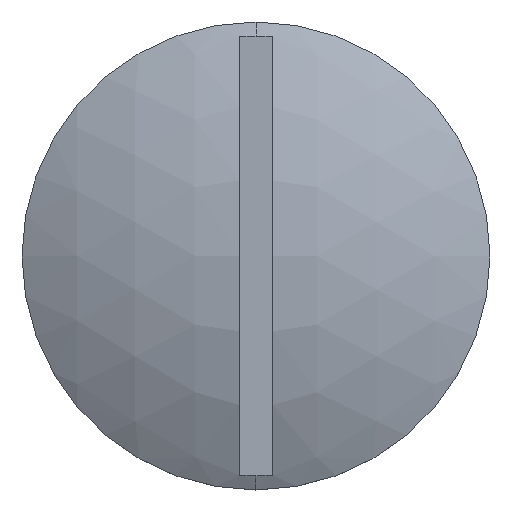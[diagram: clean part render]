
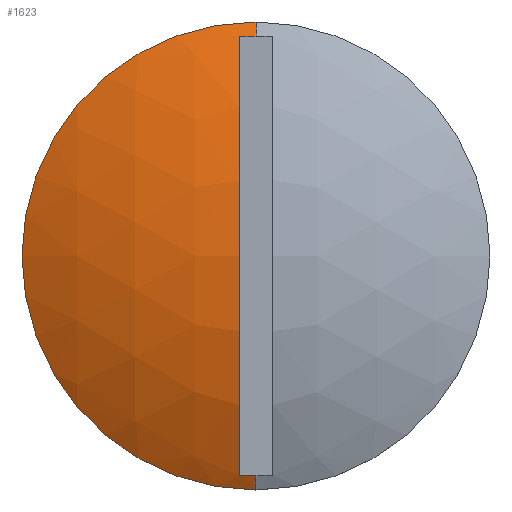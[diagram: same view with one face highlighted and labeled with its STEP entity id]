
A CAD part, top view. The second image highlights one B-rep face of the part: STEP entity #1623.
In plain terms, the highlighted spherical face has radius 34 mm.
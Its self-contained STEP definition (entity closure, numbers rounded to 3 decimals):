
#211 = CARTESIAN_POINT ( 'NONE',  ( 0., 0., 1.5 ) ) ;
#212 = DIRECTION ( 'NONE',  ( 0., 0., 1. ) ) ;
#213 = DIRECTION ( 'NONE',  ( 1., 0., 0. ) ) ;
#518 = CARTESIAN_POINT ( 'NONE',  ( 0., 0., -28.5 ) ) ;
#519 = DIRECTION ( 'NONE',  ( -1., 0., 0. ) ) ;
#520 = DIRECTION ( 'NONE',  ( 0., 1., 0. ) ) ;
#597 = CARTESIAN_POINT ( 'NONE',  ( 0., 0., 1.5 ) ) ;
#598 = DIRECTION ( 'NONE',  ( 0., 0., 1. ) ) ;
#599 = DIRECTION ( 'NONE',  ( 1., 0., 0. ) ) ;
#600 = CARTESIAN_POINT ( 'NONE',  ( 0., 0., 2. ) ) ;
#604 = DIRECTION ( 'NONE',  ( 0., 0., 1. ) ) ;
#605 = DIRECTION ( 'NONE',  ( 1., 0., 0. ) ) ;
#606 = CARTESIAN_POINT ( 'NONE',  ( -1.15, 0., -28.5 ) ) ;
#607 = DIRECTION ( 'NONE',  ( -1., 0., 0. ) ) ;
#608 = DIRECTION ( 'NONE',  ( 0., -1., 0. ) ) ;
#609 = CARTESIAN_POINT ( 'NONE',  ( 0., 0., 2. ) ) ;
#610 = DIRECTION ( 'NONE',  ( 0., 0., 1. ) ) ;
#611 = DIRECTION ( 'NONE',  ( 1., 0., 0. ) ) ;
#612 = CARTESIAN_POINT ( 'NONE',  ( 0., 0., -28.5 ) ) ;
#613 = DIRECTION ( 'NONE',  ( 1., 0., 0. ) ) ;
#614 = DIRECTION ( 'NONE',  ( 0., 0., -1. ) ) ;
#633 = CARTESIAN_POINT ( 'NONE',  ( 0., 0., -28.5 ) ) ;
#1130 = VERTEX_POINT ( 'NONE', #1960 ) ;
#1139 = VERTEX_POINT ( 'NONE', #1969 ) ;
#1142 = VERTEX_POINT ( 'NONE', #1972 ) ;
#1143 = VERTEX_POINT ( 'NONE', #1973 ) ;
#1150 = VERTEX_POINT ( 'NONE', #1980 ) ;
#1153 = VERTEX_POINT ( 'NONE', #1983 ) ;
#1191 = VERTEX_POINT ( 'NONE', #2021 ) ;
#1306 = CIRCLE ( 'NONE', #2188, 34. ) ;
#1310 = CIRCLE ( 'NONE', #2187, 15.025 ) ;
#1313 = CIRCLE ( 'NONE', #2185, 33.981 ) ;
#1317 = CIRCLE ( 'NONE', #2181, 15.025 ) ;
#1348 = CIRCLE ( 'NONE', #2191, 34. ) ;
#1354 = CIRCLE ( 'NONE', #2182, 16. ) ;
#1493 = EDGE_CURVE ( 'NONE', #1191, #1153, #1687, .T. ) ;
#1623 = ADVANCED_FACE ( 'NONE', ( #2136 ), #2141, .T. ) ;
#1687 = CIRCLE ( 'NONE', #2052, 16. ) ;
#1726 = EDGE_CURVE ( 'NONE', #1153, #1130, #1354, .T. ) ;
#1728 = EDGE_CURVE ( 'NONE', #1143, #1150, #1317, .T. ) ;
#1729 = EDGE_CURVE ( 'NONE', #1143, #1142, #1313, .T. ) ;
#1730 = EDGE_CURVE ( 'NONE', #1139, #1142, #1310, .T. ) ;
#1731 = EDGE_CURVE ( 'NONE', #1191, #1139, #1306, .T. ) ;
#1738 = EDGE_CURVE ( 'NONE', #1130, #1150, #1348, .T. ) ;
#1755 = EDGE_LOOP ( 'NONE', ( #1894, #1905, #1907, #1908, #1906, #1904, #1903 ) ) ;
#1894 = ORIENTED_EDGE ( 'NONE', *, *, #1493, .T. ) ;
#1903 = ORIENTED_EDGE ( 'NONE', *, *, #1731, .F. ) ;
#1904 = ORIENTED_EDGE ( 'NONE', *, *, #1730, .F. ) ;
#1905 = ORIENTED_EDGE ( 'NONE', *, *, #1726, .T. ) ;
#1906 = ORIENTED_EDGE ( 'NONE', *, *, #1729, .T. ) ;
#1907 = ORIENTED_EDGE ( 'NONE', *, *, #1738, .T. ) ;
#1908 = ORIENTED_EDGE ( 'NONE', *, *, #1728, .F. ) ;
#1960 = CARTESIAN_POINT ( 'NONE',  ( 0., -16., 1.5 ) ) ;
#1969 = CARTESIAN_POINT ( 'NONE',  ( 0., 15.025, 2. ) ) ;
#1972 = CARTESIAN_POINT ( 'NONE',  ( -1.15, 14.981, 2. ) ) ;
#1973 = CARTESIAN_POINT ( 'NONE',  ( -1.15, -14.981, 2. ) ) ;
#1980 = CARTESIAN_POINT ( 'NONE',  ( 0., -15.025, 2. ) ) ;
#1983 = CARTESIAN_POINT ( 'NONE',  ( -16., 0., 1.5 ) ) ;
#2021 = CARTESIAN_POINT ( 'NONE',  ( 0., 16., 1.5 ) ) ;
#2052 = AXIS2_PLACEMENT_3D ( 'NONE', #211, #212, #213 ) ;
#2134 = AXIS2_PLACEMENT_3D ( 'NONE', #518, #519, #520 ) ;
#2136 = FACE_OUTER_BOUND ( 'NONE', #1755, .T. ) ;
#2141 = SPHERICAL_SURFACE ( 'NONE', #2134, 34. ) ;
#2181 = AXIS2_PLACEMENT_3D ( 'NONE', #600, #604, #605 ) ;
#2182 = AXIS2_PLACEMENT_3D ( 'NONE', #597, #598, #599 ) ;
#2185 = AXIS2_PLACEMENT_3D ( 'NONE', #606, #607, #608 ) ;
#2187 = AXIS2_PLACEMENT_3D ( 'NONE', #609, #610, #611 ) ;
#2188 = AXIS2_PLACEMENT_3D ( 'NONE', #612, #613, #614 ) ;
#2191 = AXIS2_PLACEMENT_3D ( 'NONE', #633, #2332, #2333 ) ;
#2332 = DIRECTION ( 'NONE',  ( -1., 0., 0. ) ) ;
#2333 = DIRECTION ( 'NONE',  ( 0., -1., 0. ) ) ;
